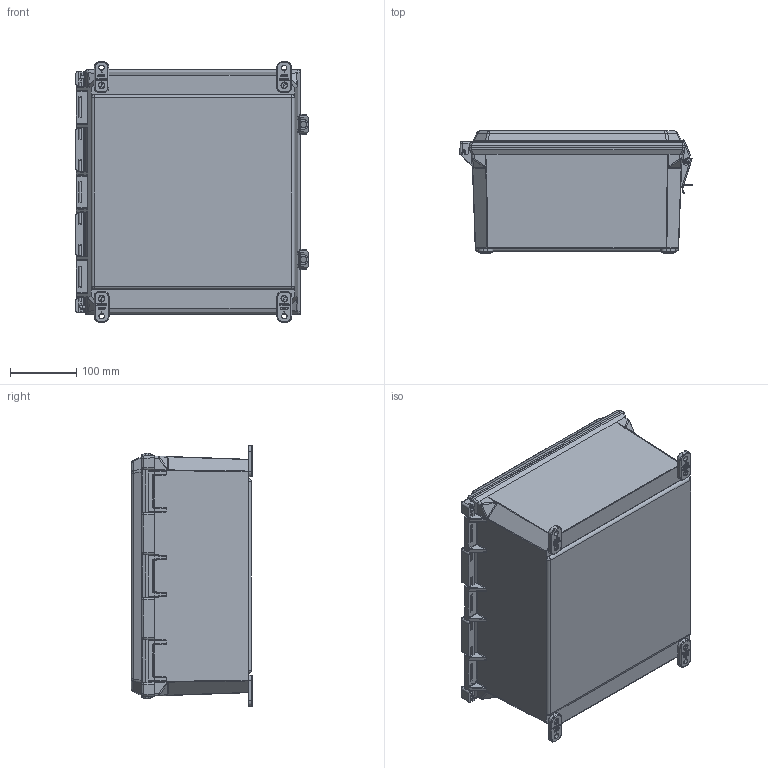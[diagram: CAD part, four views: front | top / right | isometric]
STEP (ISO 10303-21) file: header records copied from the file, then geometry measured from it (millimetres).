
FILE_DESCRIPTION (( 'STEP AP203' ), '1' );
FILE_NAME ('AMU1426L.step', '2014-04-28T14:18:05', ( 'admin' ), ( 'Microsoft' ), 'SwSTEP 2.0', 'SolidWorks 2014', '' );
FILE_SCHEMA (( 'CONFIG_CONTROL_DESIGN' ));
Length unit declared in the file: inch
Products named in the file (14): 70-60824-1; 2381001; 55-1032516_PreviewCfg; 70-AMPSSLCH316 (LATCH BASE); 70-HINGEPIN14P_70-HINGEPIN14; 70-AMPSSLCH316 (LATCH LEVER); AMU1426L; 70-AMPSSLCH316 (LATCH HOOK); 70-AMPSSLCH316 (RIVET A); 70-AMPSSLCH316 (RIVET B); 70-AMPSSLCH316_INSTALLED POSITION; WU1426B_box; 55-103212; 2412001_part
Assembly tree (23 placements, depth 3):
  AMU1426L
    WU1426B_box
    2412001_part
    2381001  x4
    70-AMPSSLCH316_INSTALLED POSITION  x2
      70-AMPSSLCH316 (LATCH BASE)
      70-AMPSSLCH316 (LATCH LEVER)
      70-AMPSSLCH316 (LATCH HOOK)
      70-AMPSSLCH316 (RIVET A)
      70-AMPSSLCH316 (RIVET B)
    55-103212  x4
    70-60824-1
    55-1032516_PreviewCfg  x4
    70-HINGEPIN14P_70-HINGEPIN14
Bounding box: 349.61 x 183.15 x 391.67 mm (x, y, z)
Volume: 1864412.4 mm3; surface area: 1162962 mm2
Topology: 26 solids, 26 shells, 4193 faces, 10474 edges, 6587 vertices
Faces by surface type: plane 2236, cylinder 832, bspline 755, torus 146, cone 144, sphere 80
Entity records: 125728 total; most frequent: CARTESIAN_POINT 50879, ORIENTED_EDGE 16372, DIRECTION 13134, EDGE_CURVE 8186, VERTEX_POINT 5153, VECTOR 5110, LINE 5110, AXIS2_PLACEMENT_3D 4012
